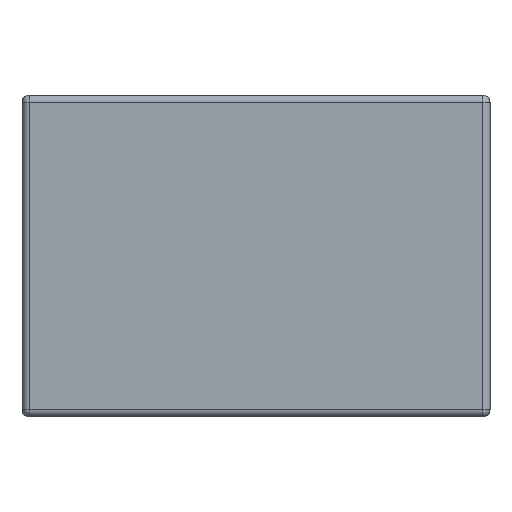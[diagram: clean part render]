
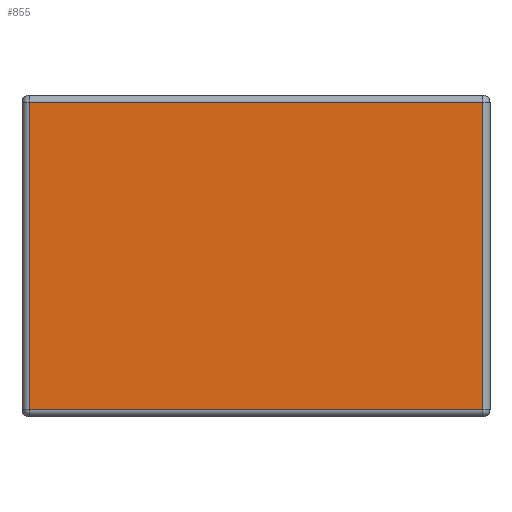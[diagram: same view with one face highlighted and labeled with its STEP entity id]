
A CAD part, left-side view. The second image highlights one B-rep face of the part: STEP entity #855.
In plain terms, the highlighted planar face has unit normal (-1, 0, 0).
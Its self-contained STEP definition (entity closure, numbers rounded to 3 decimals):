
#96 = VECTOR ( 'NONE', #1553, 1000. ) ;
#103 = VECTOR ( 'NONE', #140, 1000. ) ;
#129 = LINE ( 'NONE', #1623, #918 ) ;
#132 = CARTESIAN_POINT ( 'NONE',  ( -1.6, 0.8, 1.1 ) ) ;
#139 = VERTEX_POINT ( 'NONE', #1480 ) ;
#140 = DIRECTION ( 'NONE',  ( 0., 0., -1. ) ) ;
#182 = CARTESIAN_POINT ( 'NONE',  ( -1.6, -0.775, 1.075 ) ) ;
#284 = CARTESIAN_POINT ( 'NONE',  ( -1.6, 0.8, 0.025 ) ) ;
#291 = DIRECTION ( 'NONE',  ( 0., 1., 0. ) ) ;
#363 = CARTESIAN_POINT ( 'NONE',  ( -1.6, 0.775, 1.075 ) ) ;
#435 = EDGE_CURVE ( 'NONE', #527, #1199, #756, .T. ) ;
#468 = ORIENTED_EDGE ( 'NONE', *, *, #1165, .T. ) ;
#473 = FACE_OUTER_BOUND ( 'NONE', #1625, .T. ) ;
#527 = VERTEX_POINT ( 'NONE', #182 ) ;
#593 = VERTEX_POINT ( 'NONE', #1784 ) ;
#621 = DIRECTION ( 'NONE',  ( 0., 0., 1. ) ) ;
#756 = LINE ( 'NONE', #831, #96 ) ;
#831 = CARTESIAN_POINT ( 'NONE',  ( -1.6, 0.8, 1.075 ) ) ;
#855 = ADVANCED_FACE ( 'NONE', ( #473 ), #1691, .F. ) ;
#918 = VECTOR ( 'NONE', #621, 1000. ) ;
#987 = ORIENTED_EDGE ( 'NONE', *, *, #1026, .T. ) ;
#1026 = EDGE_CURVE ( 'NONE', #1199, #139, #1367, .T. ) ;
#1127 = DIRECTION ( 'NONE',  ( 0., -1., 0. ) ) ;
#1165 = EDGE_CURVE ( 'NONE', #593, #527, #129, .T. ) ;
#1199 = VERTEX_POINT ( 'NONE', #363 ) ;
#1218 = ORIENTED_EDGE ( 'NONE', *, *, #435, .T. ) ;
#1275 = DIRECTION ( 'NONE',  ( 1., 0., 0. ) ) ;
#1367 = LINE ( 'NONE', #1424, #103 ) ;
#1424 = CARTESIAN_POINT ( 'NONE',  ( -1.6, 0.775, 1.1 ) ) ;
#1480 = CARTESIAN_POINT ( 'NONE',  ( -1.6, 0.775, 0.025 ) ) ;
#1504 = EDGE_CURVE ( 'NONE', #139, #593, #1639, .T. ) ;
#1519 = AXIS2_PLACEMENT_3D ( 'NONE', #132, #1275, #291 ) ;
#1553 = DIRECTION ( 'NONE',  ( 0., 1., 0. ) ) ;
#1562 = VECTOR ( 'NONE', #1127, 1000. ) ;
#1605 = ORIENTED_EDGE ( 'NONE', *, *, #1504, .T. ) ;
#1623 = CARTESIAN_POINT ( 'NONE',  ( -1.6, -0.775, 1.1 ) ) ;
#1625 = EDGE_LOOP ( 'NONE', ( #1218, #987, #1605, #468 ) ) ;
#1639 = LINE ( 'NONE', #284, #1562 ) ;
#1691 = PLANE ( 'NONE',  #1519 ) ;
#1784 = CARTESIAN_POINT ( 'NONE',  ( -1.6, -0.775, 0.025 ) ) ;
